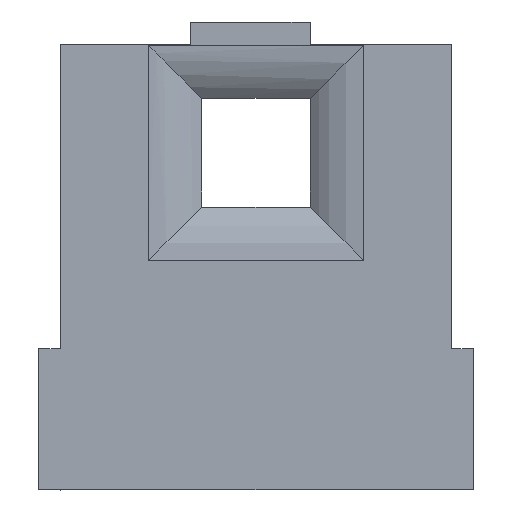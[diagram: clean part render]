
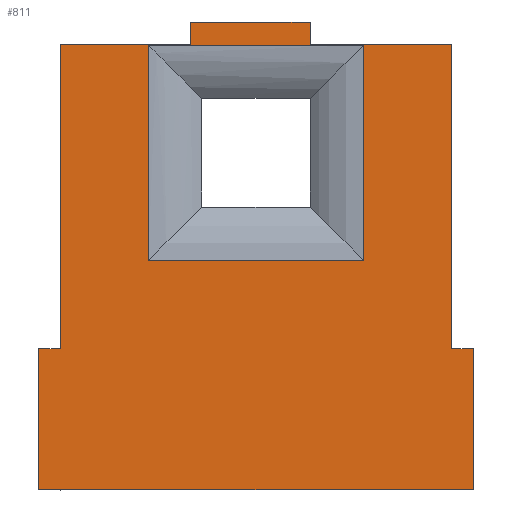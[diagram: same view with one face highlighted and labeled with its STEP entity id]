
A CAD part, top view. The second image highlights one B-rep face of the part: STEP entity #811.
In plain terms, the highlighted planar face has unit normal (0, 0, 1).
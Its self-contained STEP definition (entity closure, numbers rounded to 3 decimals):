
#15=FACE_BOUND('',#79,.T.);
#35=FACE_OUTER_BOUND('',#78,.T.);
#78=EDGE_LOOP('',(#567,#568,#569,#570,#571,#572,#573,#574,#575,#576,#577,
#578,#579,#580));
#79=EDGE_LOOP('',(#581,#582,#583,#584));
#127=LINE('',#1143,#239);
#129=LINE('',#1151,#241);
#132=LINE('',#1160,#244);
#133=LINE('',#1162,#245);
#135=LINE('',#1167,#247);
#136=LINE('',#1169,#248);
#137=LINE('',#1171,#249);
#138=LINE('',#1173,#250);
#139=LINE('',#1175,#251);
#140=LINE('',#1177,#252);
#141=LINE('',#1179,#253);
#142=LINE('',#1181,#254);
#143=LINE('',#1183,#255);
#144=LINE('',#1185,#256);
#145=LINE('',#1187,#257);
#146=LINE('',#1189,#258);
#147=LINE('',#1191,#259);
#148=LINE('',#1192,#260);
#239=VECTOR('',#932,7.);
#241=VECTOR('',#940,7.);
#244=VECTOR('',#949,7.);
#245=VECTOR('',#952,7.);
#247=VECTOR('',#956,10.);
#248=VECTOR('',#957,10.);
#249=VECTOR('',#958,10.);
#250=VECTOR('',#959,10.);
#251=VECTOR('',#960,10.);
#252=VECTOR('',#961,10.);
#253=VECTOR('',#962,10.);
#254=VECTOR('',#963,10.);
#255=VECTOR('',#964,10.);
#256=VECTOR('',#965,10.);
#257=VECTOR('',#966,10.);
#258=VECTOR('',#967,10.);
#259=VECTOR('',#968,10.);
#260=VECTOR('',#969,10.);
#347=VERTEX_POINT('',#1141);
#348=VERTEX_POINT('',#1142);
#351=VERTEX_POINT('',#1150);
#354=VERTEX_POINT('',#1158);
#355=VERTEX_POINT('',#1165);
#356=VERTEX_POINT('',#1166);
#357=VERTEX_POINT('',#1168);
#358=VERTEX_POINT('',#1170);
#359=VERTEX_POINT('',#1172);
#360=VERTEX_POINT('',#1174);
#361=VERTEX_POINT('',#1176);
#362=VERTEX_POINT('',#1178);
#363=VERTEX_POINT('',#1180);
#364=VERTEX_POINT('',#1182);
#365=VERTEX_POINT('',#1184);
#366=VERTEX_POINT('',#1186);
#367=VERTEX_POINT('',#1188);
#368=VERTEX_POINT('',#1190);
#427=EDGE_CURVE('',#347,#348,#127,.T.);
#431=EDGE_CURVE('',#348,#351,#129,.T.);
#436=EDGE_CURVE('',#354,#347,#132,.T.);
#437=EDGE_CURVE('',#351,#354,#133,.T.);
#439=EDGE_CURVE('',#355,#356,#135,.T.);
#440=EDGE_CURVE('',#355,#357,#136,.T.);
#441=EDGE_CURVE('',#357,#358,#137,.T.);
#442=EDGE_CURVE('',#358,#359,#138,.T.);
#443=EDGE_CURVE('',#359,#360,#139,.T.);
#444=EDGE_CURVE('',#360,#361,#140,.T.);
#445=EDGE_CURVE('',#361,#362,#141,.T.);
#446=EDGE_CURVE('',#362,#363,#142,.T.);
#447=EDGE_CURVE('',#363,#364,#143,.T.);
#448=EDGE_CURVE('',#364,#365,#144,.T.);
#449=EDGE_CURVE('',#365,#366,#145,.T.);
#450=EDGE_CURVE('',#366,#367,#146,.T.);
#451=EDGE_CURVE('',#367,#368,#147,.T.);
#452=EDGE_CURVE('',#368,#356,#148,.T.);
#567=ORIENTED_EDGE('',*,*,#439,.F.);
#568=ORIENTED_EDGE('',*,*,#440,.T.);
#569=ORIENTED_EDGE('',*,*,#441,.T.);
#570=ORIENTED_EDGE('',*,*,#442,.T.);
#571=ORIENTED_EDGE('',*,*,#443,.T.);
#572=ORIENTED_EDGE('',*,*,#444,.T.);
#573=ORIENTED_EDGE('',*,*,#445,.T.);
#574=ORIENTED_EDGE('',*,*,#446,.T.);
#575=ORIENTED_EDGE('',*,*,#447,.T.);
#576=ORIENTED_EDGE('',*,*,#448,.T.);
#577=ORIENTED_EDGE('',*,*,#449,.T.);
#578=ORIENTED_EDGE('',*,*,#450,.T.);
#579=ORIENTED_EDGE('',*,*,#451,.T.);
#580=ORIENTED_EDGE('',*,*,#452,.T.);
#581=ORIENTED_EDGE('',*,*,#427,.F.);
#582=ORIENTED_EDGE('',*,*,#436,.F.);
#583=ORIENTED_EDGE('',*,*,#437,.F.);
#584=ORIENTED_EDGE('',*,*,#431,.F.);
#768=PLANE('',#872);
#811=ADVANCED_FACE('',(#35,#15),#768,.T.);
#872=AXIS2_PLACEMENT_3D('',#1164,#954,#955);
#932=DIRECTION('',(1.,0.,0.));
#940=DIRECTION('',(0.,1.,0.));
#949=DIRECTION('',(0.,-1.,0.));
#952=DIRECTION('',(-1.,0.,0.));
#954=DIRECTION('center_axis',(0.,0.,1.));
#955=DIRECTION('ref_axis',(-1.,0.,0.));
#956=DIRECTION('',(-1.,0.,0.));
#957=DIRECTION('',(0.,1.,0.));
#958=DIRECTION('',(-1.,0.,0.));
#959=DIRECTION('',(0.,1.,0.));
#960=DIRECTION('',(-1.,0.,0.));
#961=DIRECTION('',(0.,1.,0.));
#962=DIRECTION('',(0.,1.,0.));
#963=DIRECTION('',(-1.,0.,0.));
#964=DIRECTION('',(0.,-1.,0.));
#965=DIRECTION('',(0.,-1.,0.));
#966=DIRECTION('',(-1.,0.,0.));
#967=DIRECTION('',(0.,-1.,0.));
#968=DIRECTION('',(-1.,0.,0.));
#969=DIRECTION('',(0.,-1.,0.));
#1141=CARTESIAN_POINT('',(5.101,40.101,8.5));
#1142=CARTESIAN_POINT('',(24.899,40.101,8.5));
#1143=CARTESIAN_POINT('',(12.488,40.101,8.5));
#1150=CARTESIAN_POINT('',(24.899,59.899,8.5));
#1151=CARTESIAN_POINT('',(24.899,38.512,8.5));
#1158=CARTESIAN_POINT('',(5.101,59.899,8.5));
#1160=CARTESIAN_POINT('',(5.101,33.512,8.5));
#1162=CARTESIAN_POINT('',(7.488,59.899,8.5));
#1164=CARTESIAN_POINT('Origin',(15.,45.001,8.5));
#1165=CARTESIAN_POINT('',(35.,19.,8.5));
#1166=CARTESIAN_POINT('',(-5.,19.,8.5));
#1167=CARTESIAN_POINT('',(6.,19.,8.5));
#1168=CARTESIAN_POINT('',(35.,31.944,8.5));
#1169=CARTESIAN_POINT('',(35.,19.,8.5));
#1170=CARTESIAN_POINT('',(33.,31.944,8.5));
#1171=CARTESIAN_POINT('',(35.,31.944,8.5));
#1172=CARTESIAN_POINT('',(33.,60.,8.5));
#1173=CARTESIAN_POINT('',(33.,51.501,8.5));
#1174=CARTESIAN_POINT('',(19.976,60.,8.5));
#1175=CARTESIAN_POINT('',(15.,60.,8.5));
#1176=CARTESIAN_POINT('',(19.976,62.,8.5));
#1177=CARTESIAN_POINT('',(19.976,62.,8.5));
#1178=CARTESIAN_POINT('',(19.976,62.024,8.5));
#1179=CARTESIAN_POINT('',(19.976,31.524,8.5));
#1180=CARTESIAN_POINT('',(8.976,62.024,8.5));
#1181=CARTESIAN_POINT('',(6.976,62.024,8.5));
#1182=CARTESIAN_POINT('',(8.976,62.,8.5));
#1183=CARTESIAN_POINT('',(8.976,31.524,8.5));
#1184=CARTESIAN_POINT('',(8.976,60.,8.5));
#1185=CARTESIAN_POINT('',(8.976,62.,8.5));
#1186=CARTESIAN_POINT('',(-3.,60.,8.5));
#1187=CARTESIAN_POINT('',(15.,60.,8.5));
#1188=CARTESIAN_POINT('',(-3.,31.95,8.5));
#1189=CARTESIAN_POINT('',(-3.,59.,8.5));
#1190=CARTESIAN_POINT('',(-5.,31.95,8.5));
#1191=CARTESIAN_POINT('',(-3.,31.95,8.5));
#1192=CARTESIAN_POINT('',(-5.,31.95,8.5));
